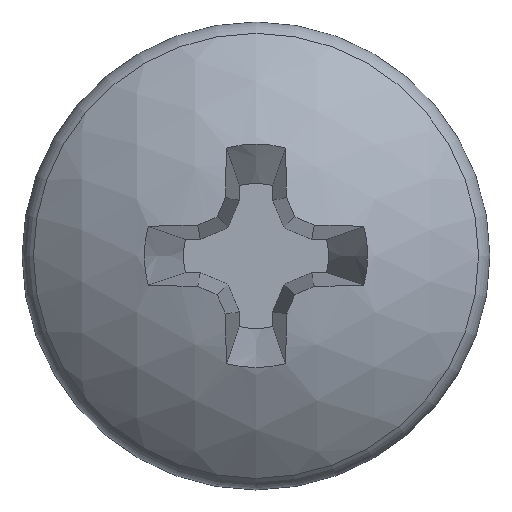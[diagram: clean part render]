
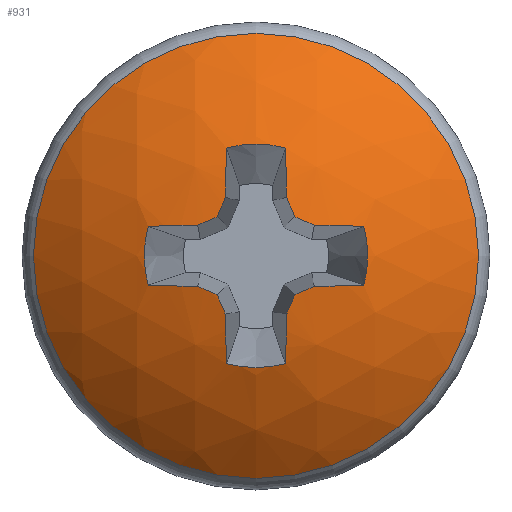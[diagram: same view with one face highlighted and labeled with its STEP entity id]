
A CAD part, top view. The second image highlights one B-rep face of the part: STEP entity #931.
In plain terms, the highlighted spherical face has radius 4.225 mm.
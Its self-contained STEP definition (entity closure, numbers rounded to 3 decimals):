
#41=FACE_BOUND('',#137,.T.);
#43=SPHERICAL_SURFACE('',#1010,4.225);
#83=FACE_OUTER_BOUND('',#136,.T.);
#136=EDGE_LOOP('',(#690));
#137=EDGE_LOOP('',(#691,#692,#693,#694,#695,#696,#697,#698,#699,#700,#701,
#702,#703,#704,#705,#706,#707,#708,#709,#710));
#172=CIRCLE('',#1001,1.433);
#174=CIRCLE('',#1004,1.433);
#175=CIRCLE('',#1006,2.854);
#179=CIRCLE('',#1011,1.433);
#180=CIRCLE('',#1012,4.225);
#181=CIRCLE('',#1013,4.215);
#182=CIRCLE('',#1014,4.215);
#183=CIRCLE('',#1015,4.225);
#184=CIRCLE('',#1016,4.225);
#185=CIRCLE('',#1017,4.215);
#186=CIRCLE('',#1018,4.215);
#187=CIRCLE('',#1019,4.225);
#188=CIRCLE('',#1020,4.225);
#189=CIRCLE('',#1021,4.215);
#190=CIRCLE('',#1022,4.215);
#191=CIRCLE('',#1023,4.225);
#192=CIRCLE('',#1024,1.433);
#193=CIRCLE('',#1025,4.225);
#194=CIRCLE('',#1026,4.215);
#195=CIRCLE('',#1027,4.215);
#196=CIRCLE('',#1028,4.225);
#403=VERTEX_POINT('',#2764);
#404=VERTEX_POINT('',#2768);
#407=VERTEX_POINT('',#2777);
#408=VERTEX_POINT('',#2781);
#409=VERTEX_POINT('',#2787);
#412=VERTEX_POINT('',#2795);
#413=VERTEX_POINT('',#2796);
#414=VERTEX_POINT('',#2798);
#415=VERTEX_POINT('',#2800);
#416=VERTEX_POINT('',#2802);
#417=VERTEX_POINT('',#2805);
#418=VERTEX_POINT('',#2807);
#419=VERTEX_POINT('',#2809);
#420=VERTEX_POINT('',#2812);
#421=VERTEX_POINT('',#2814);
#422=VERTEX_POINT('',#2816);
#423=VERTEX_POINT('',#2818);
#424=VERTEX_POINT('',#2820);
#425=VERTEX_POINT('',#2822);
#426=VERTEX_POINT('',#2824);
#427=VERTEX_POINT('',#2826);
#517=EDGE_CURVE('',#403,#404,#172,.T.);
#521=EDGE_CURVE('',#407,#408,#174,.T.);
#523=EDGE_CURVE('',#409,#409,#175,.T.);
#527=EDGE_CURVE('',#412,#413,#179,.T.);
#528=EDGE_CURVE('',#414,#412,#180,.T.);
#529=EDGE_CURVE('',#415,#414,#181,.T.);
#530=EDGE_CURVE('',#416,#415,#182,.T.);
#531=EDGE_CURVE('',#408,#416,#183,.T.);
#532=EDGE_CURVE('',#417,#407,#184,.T.);
#533=EDGE_CURVE('',#418,#417,#185,.T.);
#534=EDGE_CURVE('',#419,#418,#186,.T.);
#535=EDGE_CURVE('',#404,#419,#187,.T.);
#536=EDGE_CURVE('',#420,#403,#188,.T.);
#537=EDGE_CURVE('',#421,#420,#189,.T.);
#538=EDGE_CURVE('',#422,#421,#190,.T.);
#539=EDGE_CURVE('',#423,#422,#191,.T.);
#540=EDGE_CURVE('',#424,#423,#192,.T.);
#541=EDGE_CURVE('',#425,#424,#193,.T.);
#542=EDGE_CURVE('',#426,#425,#194,.T.);
#543=EDGE_CURVE('',#427,#426,#195,.T.);
#544=EDGE_CURVE('',#413,#427,#196,.T.);
#690=ORIENTED_EDGE('',*,*,#523,.T.);
#691=ORIENTED_EDGE('',*,*,#527,.F.);
#692=ORIENTED_EDGE('',*,*,#528,.F.);
#693=ORIENTED_EDGE('',*,*,#529,.F.);
#694=ORIENTED_EDGE('',*,*,#530,.F.);
#695=ORIENTED_EDGE('',*,*,#531,.F.);
#696=ORIENTED_EDGE('',*,*,#521,.F.);
#697=ORIENTED_EDGE('',*,*,#532,.F.);
#698=ORIENTED_EDGE('',*,*,#533,.F.);
#699=ORIENTED_EDGE('',*,*,#534,.F.);
#700=ORIENTED_EDGE('',*,*,#535,.F.);
#701=ORIENTED_EDGE('',*,*,#517,.F.);
#702=ORIENTED_EDGE('',*,*,#536,.F.);
#703=ORIENTED_EDGE('',*,*,#537,.F.);
#704=ORIENTED_EDGE('',*,*,#538,.F.);
#705=ORIENTED_EDGE('',*,*,#539,.F.);
#706=ORIENTED_EDGE('',*,*,#540,.F.);
#707=ORIENTED_EDGE('',*,*,#541,.F.);
#708=ORIENTED_EDGE('',*,*,#542,.F.);
#709=ORIENTED_EDGE('',*,*,#543,.F.);
#710=ORIENTED_EDGE('',*,*,#544,.F.);
#931=ADVANCED_FACE('',(#83,#41),#43,.T.);
#1001=AXIS2_PLACEMENT_3D('',#2769,#1139,#1140);
#1004=AXIS2_PLACEMENT_3D('',#2782,#1145,#1146);
#1006=AXIS2_PLACEMENT_3D('',#2788,#1149,#1150);
#1010=AXIS2_PLACEMENT_3D('',#2794,#1157,#1158);
#1011=AXIS2_PLACEMENT_3D('',#2797,#1159,#1160);
#1012=AXIS2_PLACEMENT_3D('',#2799,#1161,#1162);
#1013=AXIS2_PLACEMENT_3D('',#2801,#1163,#1164);
#1014=AXIS2_PLACEMENT_3D('',#2803,#1165,#1166);
#1015=AXIS2_PLACEMENT_3D('',#2804,#1167,#1168);
#1016=AXIS2_PLACEMENT_3D('',#2806,#1169,#1170);
#1017=AXIS2_PLACEMENT_3D('',#2808,#1171,#1172);
#1018=AXIS2_PLACEMENT_3D('',#2810,#1173,#1174);
#1019=AXIS2_PLACEMENT_3D('',#2811,#1175,#1176);
#1020=AXIS2_PLACEMENT_3D('',#2813,#1177,#1178);
#1021=AXIS2_PLACEMENT_3D('',#2815,#1179,#1180);
#1022=AXIS2_PLACEMENT_3D('',#2817,#1181,#1182);
#1023=AXIS2_PLACEMENT_3D('',#2819,#1183,#1184);
#1024=AXIS2_PLACEMENT_3D('',#2821,#1185,#1186);
#1025=AXIS2_PLACEMENT_3D('',#2823,#1187,#1188);
#1026=AXIS2_PLACEMENT_3D('',#2825,#1189,#1190);
#1027=AXIS2_PLACEMENT_3D('',#2827,#1191,#1192);
#1028=AXIS2_PLACEMENT_3D('',#2828,#1193,#1194);
#1139=DIRECTION('center_axis',(0.,0.,
1.));
#1140=DIRECTION('ref_axis',(0.,1.,0.));
#1145=DIRECTION('center_axis',(0.,0.,1.));
#1146=DIRECTION('ref_axis',(-1.,0.,0.));
#1149=DIRECTION('center_axis',(0.,0.,1.));
#1150=DIRECTION('ref_axis',(0.,-1.,0.));
#1157=DIRECTION('center_axis',(-1.,0.,0.));
#1158=DIRECTION('ref_axis',(0.,1.,0.));
#1159=DIRECTION('center_axis',(0.,0.,1.));
#1160=DIRECTION('ref_axis',(-1.,0.,0.));
#1161=DIRECTION('center_axis',(-0.996,0.,
0.087));
#1162=DIRECTION('ref_axis',(0.087,0.,0.996));
#1163=DIRECTION('center_axis',(-0.92,-0.381,0.087));
#1164=DIRECTION('ref_axis',(0.383,-0.924,0.));
#1165=DIRECTION('center_axis',(-0.381,-0.92,0.087));
#1166=DIRECTION('ref_axis',(0.924,-0.383,0.));
#1167=DIRECTION('center_axis',(0.,-0.996,0.087));
#1168=DIRECTION('ref_axis',(0.,-0.087,-0.996));
#1169=DIRECTION('center_axis',(0.,0.996,0.087));
#1170=DIRECTION('ref_axis',(0.,-0.087,0.996));
#1171=DIRECTION('center_axis',(-0.381,0.92,0.087));
#1172=DIRECTION('ref_axis',(-0.924,-0.383,0.));
#1173=DIRECTION('center_axis',(-0.92,0.381,0.087));
#1174=DIRECTION('ref_axis',(-0.383,-0.924,0.));
#1175=DIRECTION('center_axis',(-0.996,0.,
0.087));
#1176=DIRECTION('ref_axis',(0.087,0.,0.996));
#1177=DIRECTION('center_axis',(0.996,0.,
0.087));
#1178=DIRECTION('ref_axis',(0.087,0.,-0.996));
#1179=DIRECTION('center_axis',(0.92,0.381,0.087));
#1180=DIRECTION('ref_axis',(-0.383,0.924,0.));
#1181=DIRECTION('center_axis',(0.381,0.92,0.087));
#1182=DIRECTION('ref_axis',(-0.924,0.383,0.));
#1183=DIRECTION('center_axis',(0.,0.996,0.087));
#1184=DIRECTION('ref_axis',(0.,-0.087,0.996));
#1185=DIRECTION('center_axis',(0.,0.,
1.));
#1186=DIRECTION('ref_axis',(-1.,0.,0.));
#1187=DIRECTION('center_axis',(0.,-0.996,
0.087));
#1188=DIRECTION('ref_axis',(0.,-0.087,-0.996));
#1189=DIRECTION('center_axis',(0.381,-0.92,0.087));
#1190=DIRECTION('ref_axis',(0.924,0.383,0.));
#1191=DIRECTION('center_axis',(0.92,-0.381,0.087));
#1192=DIRECTION('ref_axis',(0.383,0.924,0.));
#1193=DIRECTION('center_axis',(0.996,0.,
0.087));
#1194=DIRECTION('ref_axis',(0.087,0.,-0.996));
#2764=CARTESIAN_POINT('',(-0.378,-1.382,7.25));
#2768=CARTESIAN_POINT('',(0.378,-1.382,7.25));
#2769=CARTESIAN_POINT('Origin',(0.,0.,
7.25));
#2777=CARTESIAN_POINT('',(1.382,-0.378,7.25));
#2781=CARTESIAN_POINT('',(1.382,0.378,7.25));
#2782=CARTESIAN_POINT('Origin',(0.,0.,7.25));
#2787=CARTESIAN_POINT('',(0.,2.854,6.39));
#2788=CARTESIAN_POINT('Origin',(0.,0.,6.39));
#2794=CARTESIAN_POINT('Origin',(0.,0.,3.275));
#2795=CARTESIAN_POINT('',(0.378,1.382,7.25));
#2796=CARTESIAN_POINT('',(-0.378,1.382,7.25));
#2797=CARTESIAN_POINT('Origin',(0.,0.,7.25));
#2798=CARTESIAN_POINT('',(0.393,0.749,7.415));
#2799=CARTESIAN_POINT('Origin',(0.03,0.,
3.272));
#2800=CARTESIAN_POINT('',(0.499,0.499,7.441));
#2801=CARTESIAN_POINT('Origin',(0.263,0.109,3.25));
#2802=CARTESIAN_POINT('',(0.749,0.393,7.415));
#2803=CARTESIAN_POINT('Origin',(0.109,0.263,3.25));
#2804=CARTESIAN_POINT('Origin',(0.,0.03,3.272));
#2805=CARTESIAN_POINT('',(0.749,-0.393,7.415));
#2806=CARTESIAN_POINT('Origin',(0.,-0.03,
3.272));
#2807=CARTESIAN_POINT('',(0.499,-0.499,7.441));
#2808=CARTESIAN_POINT('Origin',(0.109,-0.263,3.25));
#2809=CARTESIAN_POINT('',(0.393,-0.749,7.415));
#2810=CARTESIAN_POINT('Origin',(0.263,-0.109,3.25));
#2811=CARTESIAN_POINT('Origin',(0.03,0.,
3.272));
#2812=CARTESIAN_POINT('',(-0.393,-0.749,7.415));
#2813=CARTESIAN_POINT('Origin',(-0.03,0.,
3.272));
#2814=CARTESIAN_POINT('',(-0.499,-0.499,7.441));
#2815=CARTESIAN_POINT('Origin',(-0.263,-0.109,3.25));
#2816=CARTESIAN_POINT('',(-0.749,-0.393,7.415));
#2817=CARTESIAN_POINT('Origin',(-0.109,-0.263,3.25));
#2818=CARTESIAN_POINT('',(-1.382,-0.378,7.25));
#2819=CARTESIAN_POINT('Origin',(0.,-0.03,
3.272));
#2820=CARTESIAN_POINT('',(-1.382,0.378,7.25));
#2821=CARTESIAN_POINT('Origin',(0.,0.,
7.25));
#2822=CARTESIAN_POINT('',(-0.749,0.393,7.415));
#2823=CARTESIAN_POINT('Origin',(0.,0.03,
3.272));
#2824=CARTESIAN_POINT('',(-0.499,0.499,7.441));
#2825=CARTESIAN_POINT('Origin',(-0.109,0.263,3.25));
#2826=CARTESIAN_POINT('',(-0.393,0.749,7.415));
#2827=CARTESIAN_POINT('Origin',(-0.263,0.109,3.25));
#2828=CARTESIAN_POINT('Origin',(-0.03,0.,
3.272));
